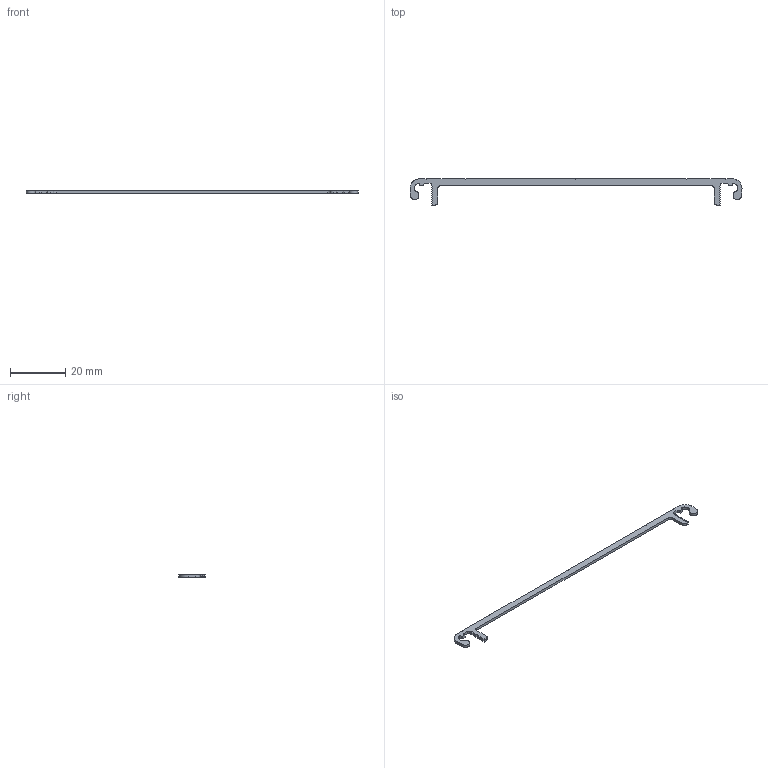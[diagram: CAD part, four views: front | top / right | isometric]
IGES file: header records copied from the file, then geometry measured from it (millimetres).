
Global section: file name: SP139; native system: Autodesk Inventor 2015; preprocessor: unknown; author: D.Wölk,; organization: 11; date: 20150904.075119; units: millimetre
Bounding box: 120 x 9.5 x 1 mm (x, y, z)
Volume: 336.8 mm3; surface area: 980.8 mm2
Topology: 1 solids, 1 shells, 137 faces, 405 edges, 270 vertices
Faces by surface type: bspline 137
